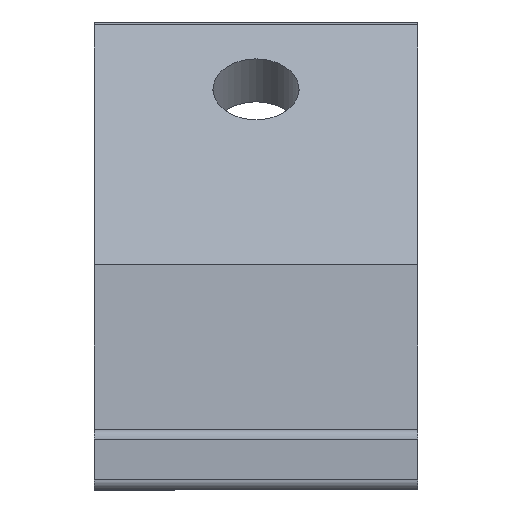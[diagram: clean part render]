
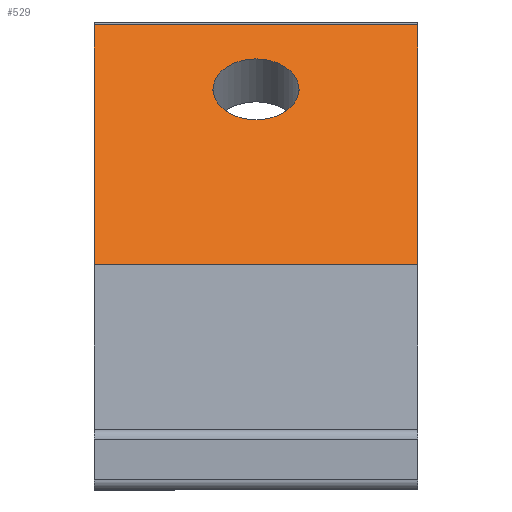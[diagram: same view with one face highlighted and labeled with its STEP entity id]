
A CAD part, front view. The second image highlights one B-rep face of the part: STEP entity #529.
In plain terms, the highlighted planar face has unit normal (0, -0.707, 0.707).
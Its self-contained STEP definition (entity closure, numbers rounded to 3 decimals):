
#108 = VERTEX_POINT('',#109);
#109 = CARTESIAN_POINT('',(-16.,37.477,45.962));
#116 = EDGE_CURVE('',#117,#108,#119,.T.);
#117 = VERTEX_POINT('',#118);
#118 = CARTESIAN_POINT('',(-16.,13.778,22.263));
#119 = LINE('',#120,#121);
#120 = CARTESIAN_POINT('',(-16.,13.778,22.263));
#121 = VECTOR('',#122,1.);
#122 = DIRECTION('',(0.,0.707,0.707)
  );
#276 = VERTEX_POINT('',#277);
#277 = CARTESIAN_POINT('',(16.,37.477,45.962));
#284 = EDGE_CURVE('',#285,#276,#287,.T.);
#285 = VERTEX_POINT('',#286);
#286 = CARTESIAN_POINT('',(16.,13.778,22.263));
#287 = LINE('',#288,#289);
#288 = CARTESIAN_POINT('',(16.,13.778,22.263));
#289 = VECTOR('',#290,1.);
#290 = DIRECTION('',(0.,0.707,0.707)
  );
#501 = EDGE_CURVE('',#117,#285,#502,.T.);
#502 = LINE('',#503,#504);
#503 = CARTESIAN_POINT('',(-16.,13.778,22.263));
#504 = VECTOR('',#505,1.);
#505 = DIRECTION('',(1.,0.,0.));
#517 = EDGE_CURVE('',#108,#276,#518,.T.);
#518 = LINE('',#519,#520);
#519 = CARTESIAN_POINT('',(-16.,37.477,45.962));
#520 = VECTOR('',#521,1.);
#521 = DIRECTION('',(1.,0.,0.));
#529 = ADVANCED_FACE('',(#530,#536),#547,.T.);
#530 = FACE_BOUND('',#531,.T.);
#531 = EDGE_LOOP('',(#532,#533,#534,#535));
#532 = ORIENTED_EDGE('',*,*,#116,.F.);
#533 = ORIENTED_EDGE('',*,*,#501,.T.);
#534 = ORIENTED_EDGE('',*,*,#284,.T.);
#535 = ORIENTED_EDGE('',*,*,#517,.F.);
#536 = FACE_BOUND('',#537,.T.);
#537 = EDGE_LOOP('',(#538));
#538 = ORIENTED_EDGE('',*,*,#539,.F.);
#539 = EDGE_CURVE('',#540,#540,#542,.T.);
#540 = VERTEX_POINT('',#541);
#541 = CARTESIAN_POINT('',(0.,28.107,
    36.593));
#542 = CIRCLE('',#543,4.25);
#543 = AXIS2_PLACEMENT_3D('',#544,#545,#546);
#544 = CARTESIAN_POINT('',(0.,31.113,
    39.598));
#545 = DIRECTION('',(0.,-0.707,0.707)
  );
#546 = DIRECTION('',(0.,-0.707,-0.707)
  );
#547 = PLANE('',#548);
#548 = AXIS2_PLACEMENT_3D('',#549,#550,#551);
#549 = CARTESIAN_POINT('',(-16.,13.778,22.263));
#550 = DIRECTION('',(0.,-0.707,0.707)
  );
#551 = DIRECTION('',(0.,0.707,0.707)
  );
